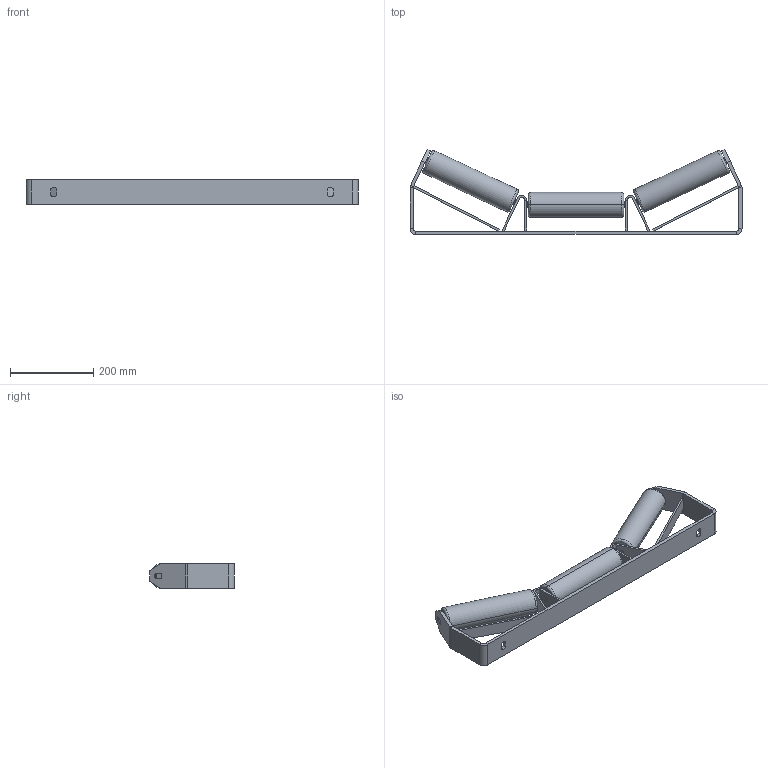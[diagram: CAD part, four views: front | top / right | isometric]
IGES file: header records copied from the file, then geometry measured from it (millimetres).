
Start section: SolidWorks IGES file using analytic representation for surfaces
Global section: file name: Support SNBA 53300 E71 8 B600 25° sans pincement .igs; native system: SolidWorks 2019; preprocessor: SolidWorks 2019; author: guillaume; date: 200219.171551; units: millimetre
Bounding box: 800 x 204.36 x 60 mm (x, y, z)
Volume: 690259 mm3; surface area: 529849.6 mm2
Topology: 5 solids, 11 shells, 294 faces, 717 edges, 458 vertices
Faces by surface type: plane 199, revolution 78, bspline 17
